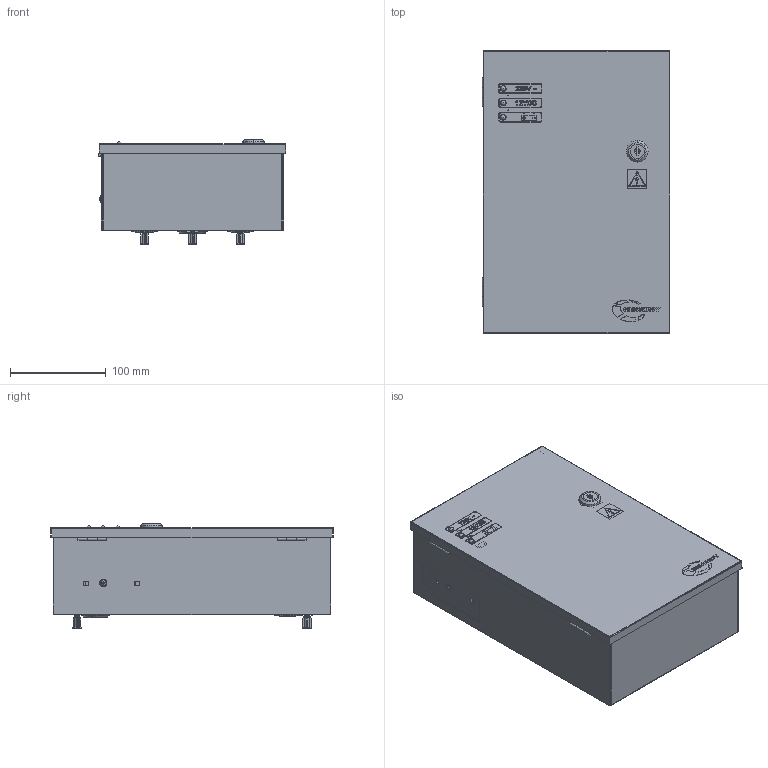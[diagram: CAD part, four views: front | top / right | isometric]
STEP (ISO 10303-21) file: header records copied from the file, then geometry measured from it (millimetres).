
FILE_DESCRIPTION (( 'STEP AP214' ), '1' );
FILE_NAME ('AD1203GR_STPALL.step', '2024-06-18T09:40:31', ( '' ), ( '' ), 'SwSTEP 2.0', 'SolidWorks 2020', '' );
FILE_SCHEMA (( 'AUTOMOTIVE_DESIGN' ));
Length unit declared in the file: millimetre
Products named in the file (26): AD1203GR_STPALL; PCB DE SIGNALISATION 3 LEDS_NV PCB; PCB LEDS_NV PCB; HB-9500_5P; CAM LOCK XL_P16; Parte 1 Deviatore a Rotella Panasonic AM5; ISO 7045 - M3 x 4 - Z - 4S_ISO 7045 - M3 x 4 - Z - 4S; BT CONTACT; 1751400BIS; r6513-00_paroi 0.8mm; ELEC AD1203R1_nouveau PCB; EP0180-LED 5MM_VERT; BOITIER AD1203GR_AD1203GR NV ELEC; CAPOT DE PROTECTION AD1203R1_NV PCB; DIN 967 - M3 x 5 - Z --- 4N_DIN 967 - M3 x 5 - Z --- 4N; ELEC AD1203R_NV AD1203R; EP0180-LED 5MM_ORANGE; ISO 7045 - M3 x 6 - Z --- 6S_ISO 7045 - M3 x 6 - Z --- 6S; Mascon 2P 4mm; Deviatore a Rotella Panasonic AM5_LIBRE; Parte 2 Deviatore a Rotella Panasonic AM5; 1751400BIS_2ANG; S4B-XH-A; Parte 3 Deviatore a Rotella Panasonic AM5; 1751400BIS_1ANG; Parte 4 Deviatore a Rotella Panasonic AM5
Assembly tree (31 placements, depth 4):
  AD1203GR_STPALL
    BOITIER AD1203GR_AD1203GR NV ELEC
    CAM LOCK XL_P16
    EP0180-LED 5MM_VERT
    ELEC AD1203R_NV AD1203R
      HB-9500_5P
      Mascon 2P 4mm
      ISO 7045 - M3 x 6 - Z --- 6S_ISO 7045 - M3 x 6 - Z --- 6S  x2
      1751400BIS
        1751400BIS_2ANG
        1751400BIS_1ANG
      BT CONTACT
      ELEC AD1203R1_nouveau PCB
      CAPOT DE PROTECTION AD1203R1_NV PCB
    Deviatore a Rotella Panasonic AM5_LIBRE
      Parte 1 Deviatore a Rotella Panasonic AM5
      Parte 2 Deviatore a Rotella Panasonic AM5
      Parte 3 Deviatore a Rotella Panasonic AM5
      Parte 4 Deviatore a Rotella Panasonic AM5
    r6513-00_paroi 0.8mm  x3
    DIN 967 - M3 x 5 - Z --- 4N_DIN 967 - M3 x 5 - Z --- 4N
    PCB DE SIGNALISATION 3 LEDS_NV PCB
      PCB LEDS_NV PCB
      EP0180-LED 5MM_VERT  x2
      EP0180-LED 5MM_ORANGE
      ISO 7045 - M3 x 4 - Z - 4S_ISO 7045 - M3 x 4 - Z - 4S  x2
      S4B-XH-A
Bounding box: 196 x 295 x 109.3 mm (x, y, z)
Volume: 217893.1 mm3; surface area: 497742 mm2
Topology: 42 solids, 42 shells, 3511 faces, 9650 edges, 6486 vertices
Faces by surface type: plane 2155, cylinder 635, bspline 390, cone 222, torus 89, sphere 20
Entity records: 138945 total; most frequent: CARTESIAN_POINT 43386, ORIENTED_EDGE 17288, DIRECTION 14389, EDGE_CURVE 8644, VERTEX_POINT 5856, VECTOR 5819, LINE 5819, AXIS2_PLACEMENT_3D 4285
